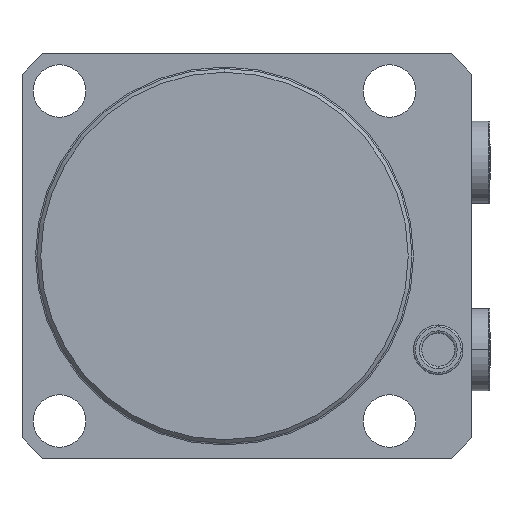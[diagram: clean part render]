
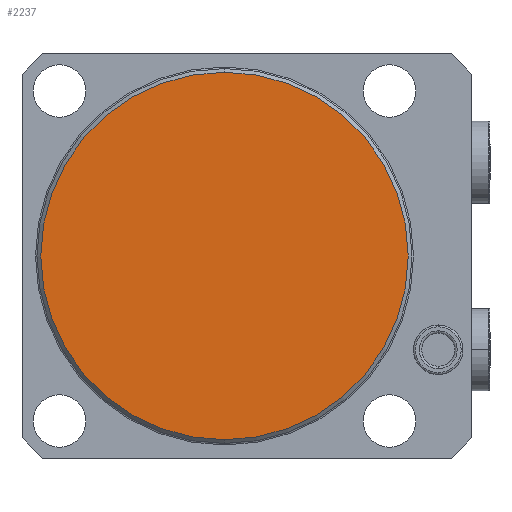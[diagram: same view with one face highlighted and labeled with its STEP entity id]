
A CAD part, front view. The second image highlights one B-rep face of the part: STEP entity #2237.
In plain terms, the highlighted planar face has unit normal (0, -1, 0).
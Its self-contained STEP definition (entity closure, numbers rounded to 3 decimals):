
#469 = AXIS2_PLACEMENT_3D ( 'NONE', #3929, #3927, #3926 ) ;
#854 = AXIS2_PLACEMENT_3D ( 'NONE', #4285, #4284, #4283 ) ;
#1720 = CIRCLE ( 'NONE', #469, 49. ) ;
#2237 = ADVANCED_FACE ( 'NONE', ( #3249 ), #7371, .F. ) ;
#2776 = CIRCLE ( 'NONE', #854, 49. ) ;
#3249 = FACE_OUTER_BOUND ( 'NONE', #4621, .T. ) ;
#3926 = DIRECTION ( 'NONE',  ( 0., 0., 1. ) ) ;
#3927 = DIRECTION ( 'NONE',  ( 0., -1., 0. ) ) ;
#3929 = CARTESIAN_POINT ( 'NONE',  ( 0., -80., 0. ) ) ;
#4283 = DIRECTION ( 'NONE',  ( 0., 0., 1. ) ) ;
#4284 = DIRECTION ( 'NONE',  ( 0., -1., 0. ) ) ;
#4285 = CARTESIAN_POINT ( 'NONE',  ( 0., -80., 0. ) ) ;
#4621 = EDGE_LOOP ( 'NONE', ( #5091, #5092 ) ) ;
#5091 = ORIENTED_EDGE ( 'NONE', *, *, #5820, .T. ) ;
#5092 = ORIENTED_EDGE ( 'NONE', *, *, #5905, .T. ) ;
#5603 = AXIS2_PLACEMENT_3D ( 'NONE', #7398, #7378, #7368 ) ;
#5820 = EDGE_CURVE ( 'NONE', #6360, #6352, #2776, .T. ) ;
#5905 = EDGE_CURVE ( 'NONE', #6352, #6360, #1720, .T. ) ;
#6352 = VERTEX_POINT ( 'NONE', #7963 ) ;
#6360 = VERTEX_POINT ( 'NONE', #7950 ) ;
#7368 = DIRECTION ( 'NONE',  ( 0., 0., 1. ) ) ;
#7371 = PLANE ( 'NONE',  #5603 ) ;
#7378 = DIRECTION ( 'NONE',  ( 0., 1., 0. ) ) ;
#7398 = CARTESIAN_POINT ( 'NONE',  ( 0., -80., 0. ) ) ;
#7950 = CARTESIAN_POINT ( 'NONE',  ( 0., -80., 49. ) ) ;
#7963 = CARTESIAN_POINT ( 'NONE',  ( 0., -80., -49. ) ) ;
